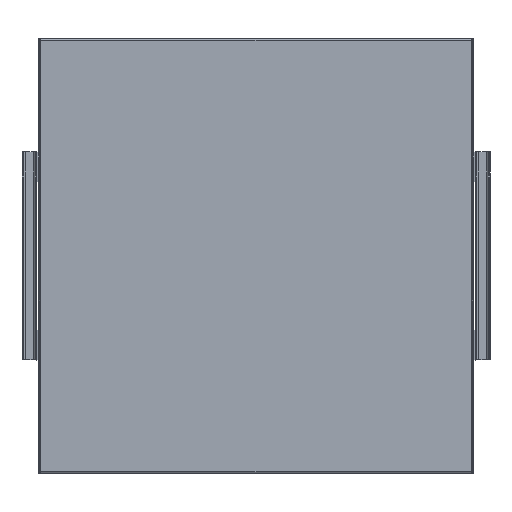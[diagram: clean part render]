
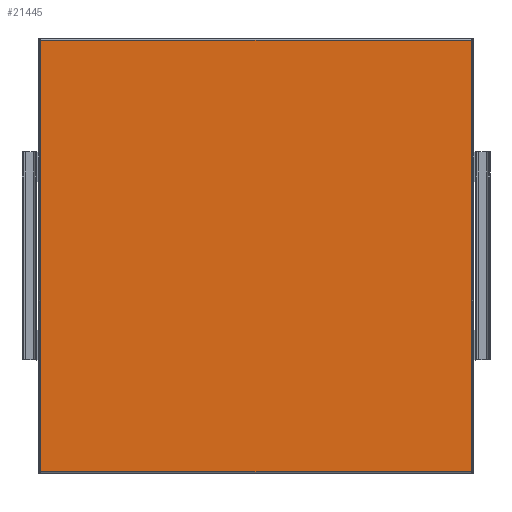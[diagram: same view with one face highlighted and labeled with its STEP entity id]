
A CAD part, top view. The second image highlights one B-rep face of the part: STEP entity #21445.
In plain terms, the highlighted planar face has unit normal (0, 0, 1).
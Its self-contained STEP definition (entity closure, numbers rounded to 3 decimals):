
#1805=PLANE('',#24181);
#2793=FACE_OUTER_BOUND('',#5389,.T.);
#5389=EDGE_LOOP('',(#19298,#19299,#19300,#19301));
#7978=LINE('',#35746,#9130);
#7992=LINE('',#35855,#9144);
#8082=LINE('',#36251,#9234);
#8083=LINE('',#36253,#9235);
#9130=VECTOR('',#30053,10.);
#9144=VECTOR('',#30081,10.);
#9234=VECTOR('',#30297,10.);
#9235=VECTOR('',#30300,10.);
#11068=VERTEX_POINT('',#35737);
#11069=VERTEX_POINT('',#35745);
#11080=VERTEX_POINT('',#35846);
#11081=VERTEX_POINT('',#35854);
#13736=EDGE_CURVE('',#11069,#11068,#7978,.T.);
#13756=EDGE_CURVE('',#11081,#11080,#7992,.T.);
#13874=EDGE_CURVE('',#11080,#11069,#8082,.T.);
#13875=EDGE_CURVE('',#11068,#11081,#8083,.T.);
#19298=ORIENTED_EDGE('',*,*,#13736,.T.);
#19299=ORIENTED_EDGE('',*,*,#13875,.T.);
#19300=ORIENTED_EDGE('',*,*,#13756,.T.);
#19301=ORIENTED_EDGE('',*,*,#13874,.T.);
#21445=ADVANCED_FACE('',(#2793),#1805,.T.);
#24181=AXIS2_PLACEMENT_3D('',#36259,#30309,#30310);
#30053=DIRECTION('',(0.,1.,0.));
#30081=DIRECTION('',(0.,-1.,0.));
#30297=DIRECTION('',(1.,0.,0.));
#30300=DIRECTION('',(-1.,0.,0.));
#30309=DIRECTION('center_axis',(0.,0.,1.));
#30310=DIRECTION('ref_axis',(1.,0.,0.));
#35737=CARTESIAN_POINT('',(582.,583.,91.));
#35745=CARTESIAN_POINT('',(582.,2.,91.));
#35746=CARTESIAN_POINT('',(582.,437.75,91.));
#35846=CARTESIAN_POINT('',(3.,2.,91.));
#35854=CARTESIAN_POINT('',(3.,583.,91.));
#35855=CARTESIAN_POINT('',(3.,147.25,91.));
#36251=CARTESIAN_POINT('',(437.75,2.,91.));
#36253=CARTESIAN_POINT('',(147.25,583.,91.));
#36259=CARTESIAN_POINT('Origin',(292.5,292.5,91.));
